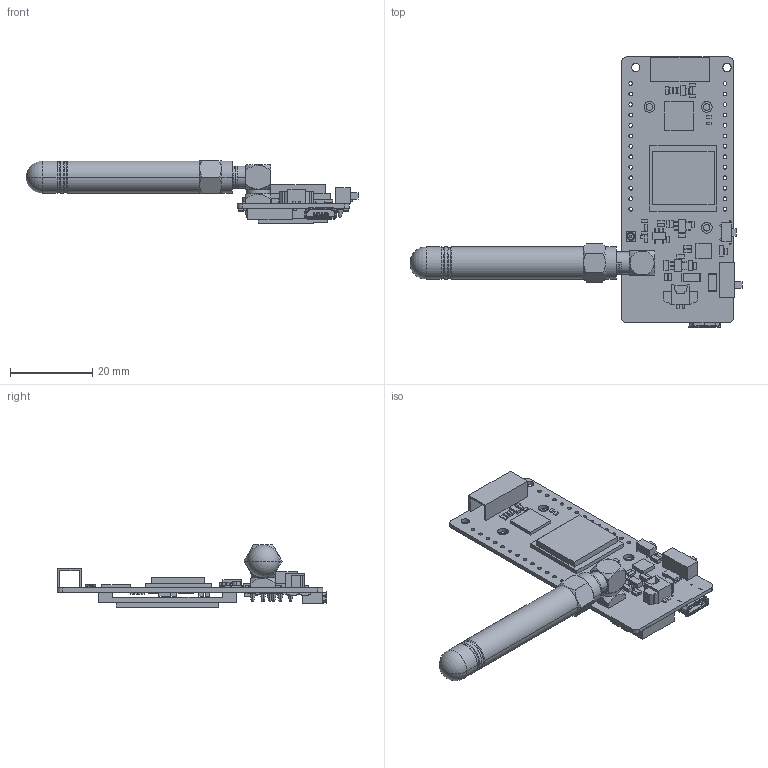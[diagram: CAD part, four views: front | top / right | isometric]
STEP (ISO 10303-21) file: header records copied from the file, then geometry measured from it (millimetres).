
FILE_DESCRIPTION((''),'2;1');
FILE_NAME('T3_V1-6_ASM','2022-09-26T17:14:57',('123456'),(''),'CREO PARAMETRIC BY PTC INC, 2019080','CREO PARAMETRIC BY PTC INC, 2019080','');
FILE_SCHEMA(('AUTOMOTIVE_DESIGN { 1 0 10303 214 1 1 1 1 }'));
Length unit declared in the file: millimetre
Products named in the file (7): T3_V1-6_00; TIANXIANMUZOU_CE001; T3_V1-6_DIANP; T3_V1-6_LCD; TIANXIAN_ZU01; MICRO_USB_MZ; T3_V1-6_ASM
Assembly tree (6 placements, depth 2):
  T3_V1-6_ASM
    T3_V1-6_00
    TIANXIANMUZOU_CE001
    T3_V1-6_DIANP
    T3_V1-6_LCD
    TIANXIAN_ZU01
    MICRO_USB_MZ
Bounding box: 80.5 x 65.47 x 15.2 mm (x, y, z)
Volume: 7122.6 mm3; surface area: 9639.2 mm2
Topology: 6 solids, 12 shells, 1603 faces, 4215 edges, 2740 vertices
Faces by surface type: plane 1164, cylinder 344, cone 80, bspline 13, sphere 2
Entity records: 53343 total; most frequent: CARTESIAN_POINT 11551, ORIENTED_EDGE 8426, DIRECTION 7954, EDGE_CURVE 4213, VECTOR 3362, LINE 3362, VERTEX_POINT 2740, AXIS2_PLACEMENT_3D 2296
